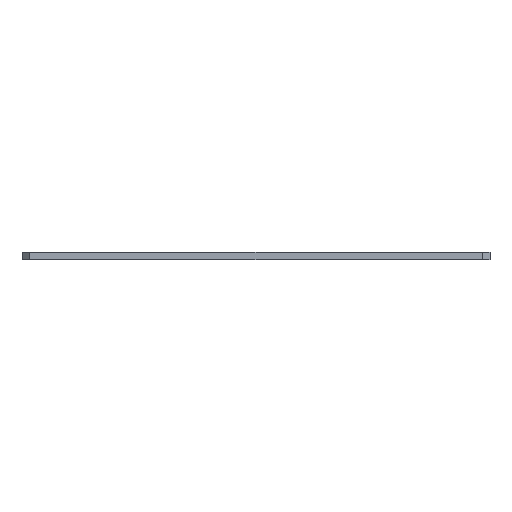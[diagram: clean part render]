
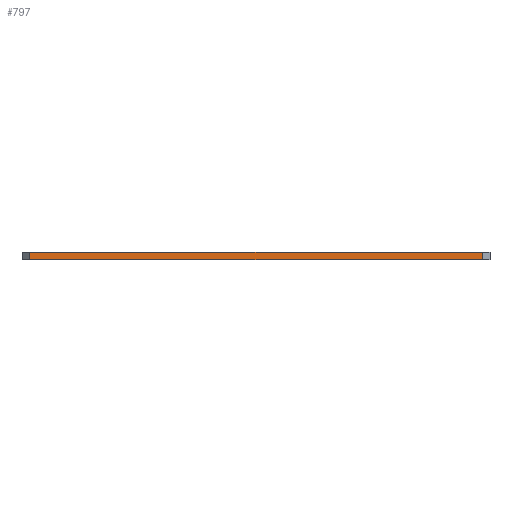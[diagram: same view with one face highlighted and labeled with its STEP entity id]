
A CAD part, left-side view. The second image highlights one B-rep face of the part: STEP entity #797.
In plain terms, the highlighted planar face has unit normal (-1, 0, 0).
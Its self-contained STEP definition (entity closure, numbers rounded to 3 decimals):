
#37 = DIRECTION ( 'NONE',  ( 0., 0., 1. ) ) ;
#72 = DIRECTION ( 'NONE',  ( 0., 0., -1. ) ) ;
#80 = EDGE_CURVE ( 'NONE', #439, #923, #579, .T. ) ;
#103 = VECTOR ( 'NONE', #1155, 1000. ) ;
#193 = DIRECTION ( 'NONE',  ( 0., 1., 0. ) ) ;
#196 = CARTESIAN_POINT ( 'NONE',  ( 0., -2., 0. ) ) ;
#214 = LINE ( 'NONE', #240, #692 ) ;
#240 = CARTESIAN_POINT ( 'NONE',  ( 0., -2., -2. ) ) ;
#277 = CARTESIAN_POINT ( 'NONE',  ( 0., -2., -2. ) ) ;
#347 = CARTESIAN_POINT ( 'NONE',  ( 0., -118., -2. ) ) ;
#420 = VERTEX_POINT ( 'NONE', #991 ) ;
#439 = VERTEX_POINT ( 'NONE', #347 ) ;
#440 = LINE ( 'NONE', #1171, #103 ) ;
#444 = FACE_OUTER_BOUND ( 'NONE', #682, .T. ) ;
#539 = ORIENTED_EDGE ( 'NONE', *, *, #1169, .T. ) ;
#548 = VERTEX_POINT ( 'NONE', #196 ) ;
#579 = LINE ( 'NONE', #583, #1106 ) ;
#583 = CARTESIAN_POINT ( 'NONE',  ( 0., 0., -2. ) ) ;
#682 = EDGE_LOOP ( 'NONE', ( #539, #1052, #756, #777 ) ) ;
#692 = VECTOR ( 'NONE', #72, 1000. ) ;
#699 = EDGE_CURVE ( 'NONE', #548, #923, #214, .T. ) ;
#719 = DIRECTION ( 'NONE',  ( 0., 0., -1. ) ) ;
#737 = LINE ( 'NONE', #917, #810 ) ;
#756 = ORIENTED_EDGE ( 'NONE', *, *, #80, .F. ) ;
#777 = ORIENTED_EDGE ( 'NONE', *, *, #966, .T. ) ;
#787 = AXIS2_PLACEMENT_3D ( 'NONE', #1094, #815, #719 ) ;
#797 = ADVANCED_FACE ( 'NONE', ( #444 ), #822, .F. ) ;
#810 = VECTOR ( 'NONE', #37, 1000. ) ;
#815 = DIRECTION ( 'NONE',  ( 1., 0., 0. ) ) ;
#822 = PLANE ( 'NONE',  #787 ) ;
#917 = CARTESIAN_POINT ( 'NONE',  ( 0., -118., -2. ) ) ;
#923 = VERTEX_POINT ( 'NONE', #277 ) ;
#966 = EDGE_CURVE ( 'NONE', #439, #420, #737, .T. ) ;
#991 = CARTESIAN_POINT ( 'NONE',  ( 0., -118., 0. ) ) ;
#1052 = ORIENTED_EDGE ( 'NONE', *, *, #699, .T. ) ;
#1094 = CARTESIAN_POINT ( 'NONE',  ( 0., 0., -2. ) ) ;
#1106 = VECTOR ( 'NONE', #193, 1000. ) ;
#1155 = DIRECTION ( 'NONE',  ( 0., 1., 0. ) ) ;
#1169 = EDGE_CURVE ( 'NONE', #420, #548, #440, .T. ) ;
#1171 = CARTESIAN_POINT ( 'NONE',  ( 0., 0., 0. ) ) ;
